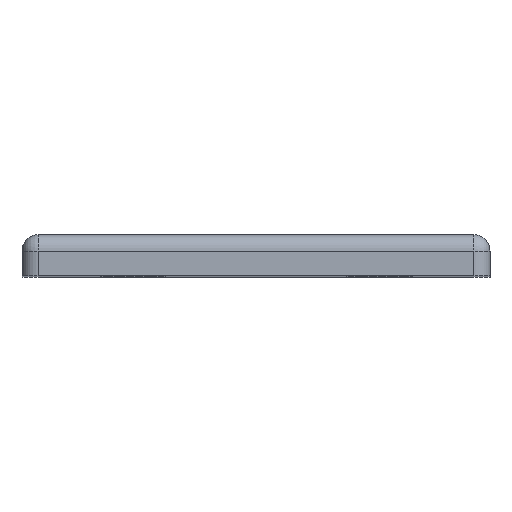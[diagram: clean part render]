
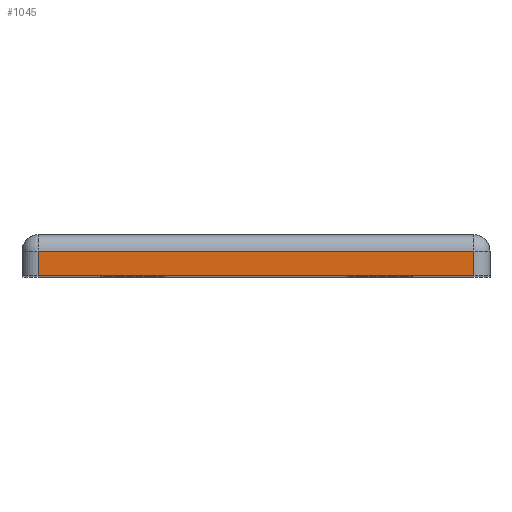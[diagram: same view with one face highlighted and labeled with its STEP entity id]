
A CAD part, top view. The second image highlights one B-rep face of the part: STEP entity #1045.
In plain terms, the highlighted planar face has unit normal (0, 0, 1).
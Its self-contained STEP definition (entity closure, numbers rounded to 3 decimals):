
#21 = VECTOR ( 'NONE', #1336, 1000. ) ;
#59 = CARTESIAN_POINT ( 'NONE',  ( -28., 3., 60. ) ) ;
#81 = LINE ( 'NONE', #1393, #648 ) ;
#88 = VERTEX_POINT ( 'NONE', #1170 ) ;
#269 = AXIS2_PLACEMENT_3D ( 'NONE', #988, #278, #1550 ) ;
#278 = DIRECTION ( 'NONE',  ( 0., 0., -1. ) ) ;
#424 = ORIENTED_EDGE ( 'NONE', *, *, #1655, .T. ) ;
#427 = EDGE_LOOP ( 'NONE', ( #444, #424, #1333, #660 ) ) ;
#444 = ORIENTED_EDGE ( 'NONE', *, *, #819, .F. ) ;
#445 = DIRECTION ( 'NONE',  ( 0., -1., 0. ) ) ;
#468 = FACE_OUTER_BOUND ( 'NONE', #427, .T. ) ;
#623 = VERTEX_POINT ( 'NONE', #920 ) ;
#648 = VECTOR ( 'NONE', #847, 1000. ) ;
#660 = ORIENTED_EDGE ( 'NONE', *, *, #1202, .T. ) ;
#663 = DIRECTION ( 'NONE',  ( -1., 0., 0. ) ) ;
#819 = EDGE_CURVE ( 'NONE', #88, #623, #81, .T. ) ;
#847 = DIRECTION ( 'NONE',  ( 0., -1., 0. ) ) ;
#920 = CARTESIAN_POINT ( 'NONE',  ( 25., 0., 60. ) ) ;
#929 = VERTEX_POINT ( 'NONE', #1526 ) ;
#932 = LINE ( 'NONE', #1503, #21 ) ;
#988 = CARTESIAN_POINT ( 'NONE',  ( -28., 5., 60. ) ) ;
#1010 = VECTOR ( 'NONE', #663, 1000. ) ;
#1045 = ADVANCED_FACE ( 'NONE', ( #468 ), #1765, .F. ) ;
#1089 = VERTEX_POINT ( 'NONE', #1460 ) ;
#1170 = CARTESIAN_POINT ( 'NONE',  ( 25., 3., 60. ) ) ;
#1202 = EDGE_CURVE ( 'NONE', #1089, #623, #932, .T. ) ;
#1277 = CARTESIAN_POINT ( 'NONE',  ( -28., 5., 60. ) ) ;
#1333 = ORIENTED_EDGE ( 'NONE', *, *, #1794, .T. ) ;
#1336 = DIRECTION ( 'NONE',  ( 1., 0., 0. ) ) ;
#1365 = LINE ( 'NONE', #59, #1010 ) ;
#1393 = CARTESIAN_POINT ( 'NONE',  ( 25., 5., 60. ) ) ;
#1408 = LINE ( 'NONE', #1277, #1660 ) ;
#1460 = CARTESIAN_POINT ( 'NONE',  ( -28., 0., 60. ) ) ;
#1503 = CARTESIAN_POINT ( 'NONE',  ( -28., 0., 60. ) ) ;
#1526 = CARTESIAN_POINT ( 'NONE',  ( -28., 3., 60. ) ) ;
#1550 = DIRECTION ( 'NONE',  ( 0., 1., 0. ) ) ;
#1655 = EDGE_CURVE ( 'NONE', #88, #929, #1365, .T. ) ;
#1660 = VECTOR ( 'NONE', #445, 1000. ) ;
#1765 = PLANE ( 'NONE',  #269 ) ;
#1794 = EDGE_CURVE ( 'NONE', #929, #1089, #1408, .T. ) ;
